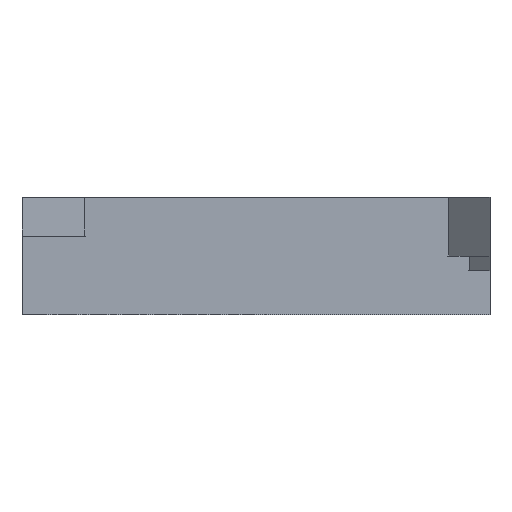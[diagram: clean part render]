
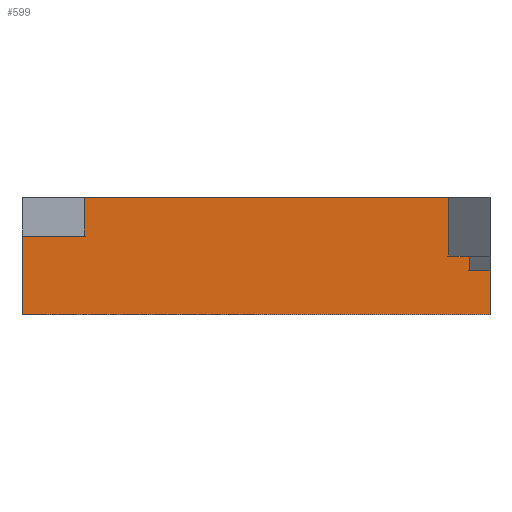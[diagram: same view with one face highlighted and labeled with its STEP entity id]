
A CAD part, left-side view. The second image highlights one B-rep face of the part: STEP entity #599.
In plain terms, the highlighted planar face has unit normal (-1, 0, 0).
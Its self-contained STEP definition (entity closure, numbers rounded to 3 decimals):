
#168=CARTESIAN_POINT('POINT13',(-2000.,-2000.,
   375.));
#169=VERTEX_POINT('VERTEX13',#168);
#176=CARTESIAN_POINT('POINT14',(-2000.,-2000.,0.));
#177=VERTEX_POINT('VERTEX14',#176);
#178=CARTESIAN_POINT('POS23',(-2000.,-2000.,0.));
#179=DIRECTION('DIR30',(0.,0.,1.));
#180=VECTOR('VEC16',#179,25.4);
#181=LINE('STRAIGHT16',#178,#180);
#182=EDGE_CURVE('EDGE18',#177,#169,#181,.T.);
#227=CARTESIAN_POINT('POINT18',(-2000.,2000.,0.));
#228=VERTEX_POINT('VERTEX18',#227);
#229=CARTESIAN_POINT('POS29',(-2000.,0.,0.));
#230=DIRECTION('DIR37',(0.,-1.,0.));
#231=VECTOR('VEC21',#230,25.4);
#232=LINE('STRAIGHT21',#229,#231);
#233=EDGE_CURVE('EDGE23',#228,#177,#232,.T.);
#512=CARTESIAN_POINT('POINT35',(-2000.,-1823.223,
   375.));
#513=VERTEX_POINT('VERTEX35',#512);
#520=CARTESIAN_POINT('POS64',(-2000.,0.,375.))
   ;
#521=DIRECTION('DIR86',(0.,-1.,0.));
#522=VECTOR('VEC42',#521,25.4);
#523=LINE('STRAIGHT42',#520,#522);
#524=EDGE_CURVE('EDGE50',#513,#169,#523,.T.);
#535=CARTESIAN_POINT('POINT36',(-2000.,-1823.223,
   500.));
#536=VERTEX_POINT('VERTEX36',#535);
#537=CARTESIAN_POINT('POS66',(-2000.,-1823.223,0.)
   );
#538=DIRECTION('DIR89',(0.,0.,-1.));
#539=VECTOR('VEC43',#538,25.4);
#540=LINE('STRAIGHT43',#537,#539);
#541=EDGE_CURVE('EDGE51',#536,#513,#540,.T.);
#542=ORIENTED_EDGE('COEDGE84',*,*,#541,.F.);
#543=CARTESIAN_POINT('POINT37',(-2000.,-1646.447,
   500.));
#544=VERTEX_POINT('VERTEX37',#543);
#545=CARTESIAN_POINT('POS67',(-2000.,0.,500.))
   ;
#546=DIRECTION('DIR90',(0.,-1.,0.));
#547=VECTOR('VEC44',#546,25.4);
#548=LINE('STRAIGHT44',#545,#547);
#549=EDGE_CURVE('EDGE52',#544,#536,#548,.T.);
#550=ORIENTED_EDGE('COEDGE85',*,*,#549,.F.);
#551=CARTESIAN_POINT('POINT38',(-2000.,-1646.447,
   1000.));
#552=VERTEX_POINT('VERTEX38',#551);
#553=CARTESIAN_POINT('POS68',(-2000.,-1646.447,0.)
   );
#554=DIRECTION('DIR91',(0.,0.,-1.));
#555=VECTOR('VEC45',#554,25.4);
#556=LINE('STRAIGHT45',#553,#555);
#557=EDGE_CURVE('EDGE53',#552,#544,#556,.T.);
#558=ORIENTED_EDGE('COEDGE86',*,*,#557,.F.);
#559=CARTESIAN_POINT('POINT39',(-2000.,1469.67,1000.
   ));
#560=VERTEX_POINT('VERTEX39',#559);
#561=CARTESIAN_POINT('POS69',(-2000.,0.,1000.));
#562=DIRECTION('DIR92',(0.,1.,0.));
#563=VECTOR('VEC46',#562,25.4);
#564=LINE('STRAIGHT46',#561,#563);
#565=EDGE_CURVE('EDGE54',#552,#560,#564,.T.);
#566=ORIENTED_EDGE('COEDGE87',*,*,#565,.T.);
#567=CARTESIAN_POINT('POINT40',(-2000.,1469.67,670.
   ));
#568=VERTEX_POINT('VERTEX40',#567);
#569=CARTESIAN_POINT('POS70',(-2000.,1469.67,0.))
   ;
#570=DIRECTION('DIR93',(0.,0.,1.));
#571=VECTOR('VEC47',#570,25.4);
#572=LINE('STRAIGHT47',#569,#571);
#573=EDGE_CURVE('EDGE55',#568,#560,#572,.T.);
#574=ORIENTED_EDGE('COEDGE88',*,*,#573,.F.);
#575=CARTESIAN_POINT('POINT41',(-2000.,2000.,670.));
#576=VERTEX_POINT('VERTEX41',#575);
#577=CARTESIAN_POINT('POS71',(-2000.,0.,670.));
#578=DIRECTION('DIR94',(0.,-1.,0.));
#579=VECTOR('VEC48',#578,25.4);
#580=LINE('STRAIGHT48',#577,#579);
#581=EDGE_CURVE('EDGE56',#576,#568,#580,.T.);
#582=ORIENTED_EDGE('COEDGE89',*,*,#581,.F.);
#583=CARTESIAN_POINT('POS72',(-2000.,2000.,0.));
#584=DIRECTION('DIR95',(0.,0.,1.));
#585=VECTOR('VEC49',#584,25.4);
#586=LINE('STRAIGHT49',#583,#585);
#587=EDGE_CURVE('EDGE57',#228,#576,#586,.T.);
#588=ORIENTED_EDGE('COEDGE90',*,*,#587,.F.);
#589=ORIENTED_EDGE('COEDGE91',*,*,#233,.T.);
#590=ORIENTED_EDGE('COEDGE92',*,*,#182,.T.);
#591=ORIENTED_EDGE('COEDGE93',*,*,#524,.F.);
#592=EDGE_LOOP('NONE',(#542,#550,#558,#566,#574,#582,#588,#589,#590,#591
   ));
#593=FACE_BOUND('LOOP1',#592,.T.);
#594=CARTESIAN_POINT('POS73',(-2000.,0.,0.));
#595=DIRECTION('DIR96',(-1.,0.,0.));
#596=DIRECTION('DIR97',(0.,1.,0.));
#597=AXIS2_PLACEMENT_3D('AXIS24',#594,#595,#596);
#598=PLANE('PLANE16',#597);
#599=ADVANCED_FACE('FACE17',(#593),#598,.T.);
